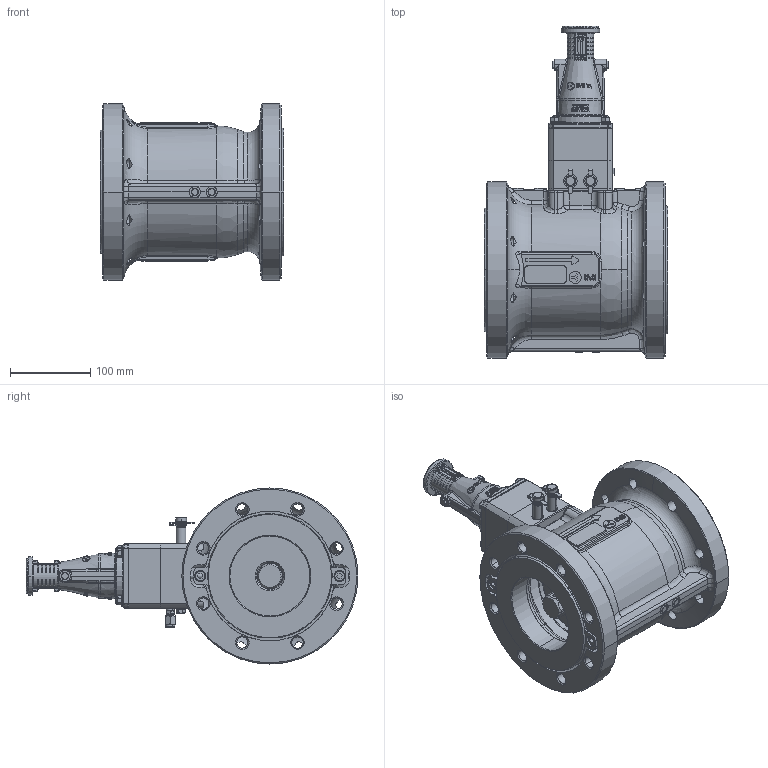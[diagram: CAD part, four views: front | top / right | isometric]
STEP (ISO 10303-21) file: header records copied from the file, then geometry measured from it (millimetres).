
FILE_DESCRIPTION (( 'STEP AP203' ), '1' );
FILE_NAME ('TA-PILOT-R DN100.step', '2015-05-13T09:26:24', ( 'Uporabnik' ), ( 'Hewlett-Packard Company' ), 'SwSTEP 2.0', 'SolidWorks 2014', '' );
FILE_SCHEMA (( 'CONFIG_CONTROL_DESIGN' ));
Length unit declared in the file: millimetre
Products named in the file (1): TA-PILOT-R DN100
Bounding box: 229 x 414.6 x 220 mm (x, y, z)
Surface area: 482725.2 mm2 (no closed solid volume)
Topology: 0 solids, 72 shells, 1775 faces, 6569 edges, 4697 vertices
Faces by surface type: plane 644, cylinder 379, bspline 326, cone 244, torus 156, sphere 26
Entity records: 94885 total; most frequent: CARTESIAN_POINT 44588, ORIENTED_EDGE 10085, DIRECTION 9109, EDGE_CURVE 6562, VERTEX_POINT 4697, AXIS2_PLACEMENT_3D 3267, LINE 2575, VECTOR 2575
